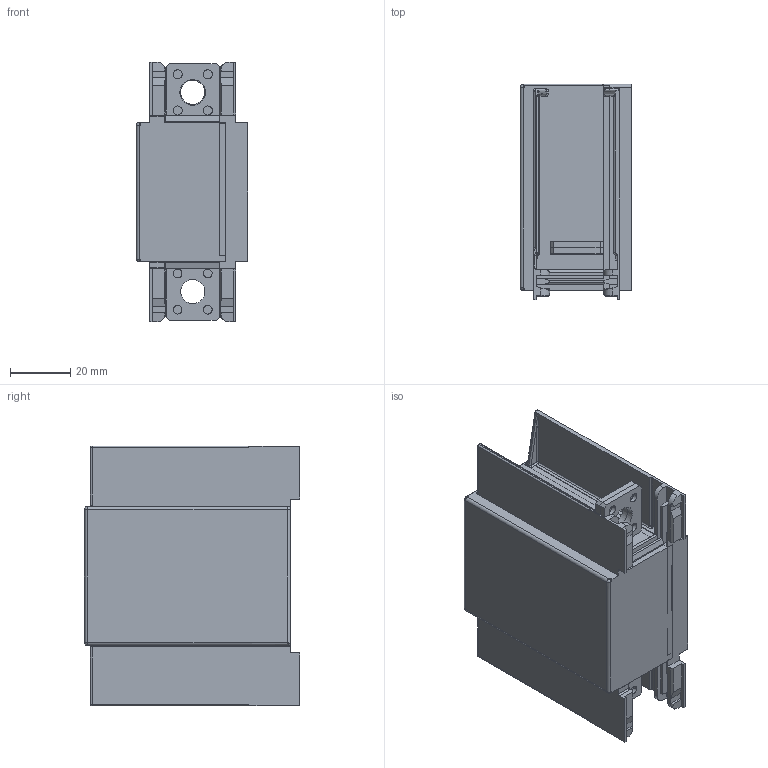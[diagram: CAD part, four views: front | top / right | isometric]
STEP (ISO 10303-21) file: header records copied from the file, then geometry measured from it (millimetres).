
FILE_DESCRIPTION(('CATIA V5 STEP Exchange','CAx-IF Rec.Pracs.--- Model Styling and Organization---1.2---2011-12-15'),'2;1');
FILE_NAME('Current sensor XT2-XT4.stp','2021-01-12T16:23:10+00:00',('none'),('none'),'CATIA Version 5-6 Release 2014','CATIA V5 STEP AP214','none');
FILE_SCHEMA(('AUTOMOTIVE_DESIGN { 1 0 10303 214 1 1 1 1 }'));
Length unit declared in the file: millimetre
Products named in the file (11): 1SDR002939A1804_EXT CS + V N XT4 EKIP TOUCH IEC; 1SDR001972A1801_XT4 NEUTRAL EXTERNAL ASSEMBLY; RE4980001_1ER_000_01_GUSCIO_NEUTRO_ESTERNO_XT2_XT4; RE4981001_1ER_000_01_CONTROGUSCIO_NEUTRO_ESTERNO_XT4; RE5001801_1EP_000_01_WINDING GROUP XT4; RE4496801_1EP_000_02_ASSIEME INFERIORE BARRA PASSANTE XT4; RE4497001_1ER_000_02_LOWER BAR XT4; RE4498001_1ER_000_02_REAR BAR XT4; 1SDR002953A1801; RE4983001_1ER_000_00_TERMINALE_SUP_NEUTRO_EXT_XT4; RE2006001_1ER_000_02_PIASTRINA
Assembly tree (10 placements, depth 5):
  1SDR002939A1804_EXT CS + V N XT4 EKIP TOUCH IEC
    1SDR001972A1801_XT4 NEUTRAL EXTERNAL ASSEMBLY
      RE4980001_1ER_000_01_GUSCIO_NEUTRO_ESTERNO_XT2_XT4
      RE4981001_1ER_000_01_CONTROGUSCIO_NEUTRO_ESTERNO_XT4
      RE5001801_1EP_000_01_WINDING GROUP XT4
        RE4496801_1EP_000_02_ASSIEME INFERIORE BARRA PASSANTE XT4
          RE4497001_1ER_000_02_LOWER BAR XT4
          RE4498001_1ER_000_02_REAR BAR XT4
      1SDR002953A1801
        RE4983001_1ER_000_00_TERMINALE_SUP_NEUTRO_EXT_XT4
        RE2006001_1ER_000_02_PIASTRINA
Bounding box: 36.95 x 71.25 x 86 mm (x, y, z)
Volume: 133632.9 mm3; surface area: 38445.6 mm2
Topology: 7 solids, 7 shells, 463 faces, 1190 edges, 739 vertices
Faces by surface type: plane 229, cylinder 151, cone 24, torus 22, sphere 20, bspline 17
Entity records: 14856 total; most frequent: CARTESIAN_POINT 4258, ORIENTED_EDGE 2344, DIRECTION 1758, EDGE_CURVE 1172, VECTOR 747, LINE 747, VERTEX_POINT 739, AXIS2_PLACEMENT_3D 651
